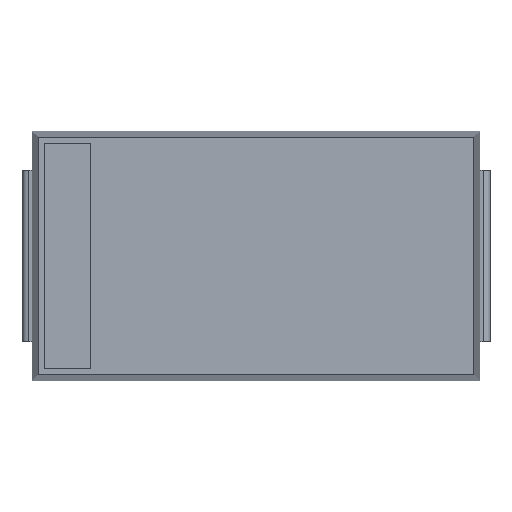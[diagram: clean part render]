
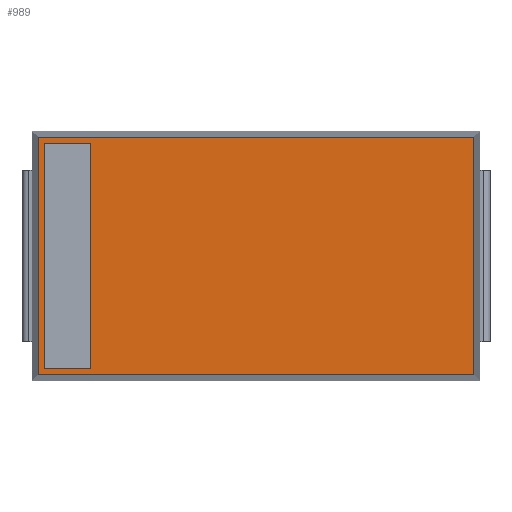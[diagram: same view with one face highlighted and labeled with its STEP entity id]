
A CAD part, top view. The second image highlights one B-rep face of the part: STEP entity #989.
In plain terms, the highlighted planar face has unit normal (0, 0, 1).
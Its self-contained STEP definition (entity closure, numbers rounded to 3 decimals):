
#589 = VERTEX_POINT('',#590);
#590 = CARTESIAN_POINT('',(-2.793,-1.523,2.));
#595 = EDGE_CURVE('',#596,#589,#598,.T.);
#596 = VERTEX_POINT('',#597);
#597 = CARTESIAN_POINT('',(-2.793,1.523,2.));
#598 = LINE('',#599,#600);
#599 = CARTESIAN_POINT('',(-2.793,1.523,2.));
#600 = VECTOR('',#601,1.);
#601 = DIRECTION('',(0.,-1.,0.));
#949 = EDGE_CURVE('',#950,#596,#952,.T.);
#950 = VERTEX_POINT('',#951);
#951 = CARTESIAN_POINT('',(2.793,1.523,2.));
#952 = LINE('',#953,#954);
#953 = CARTESIAN_POINT('',(2.793,1.523,2.));
#954 = VECTOR('',#955,1.);
#955 = DIRECTION('',(-1.,0.,0.));
#972 = VERTEX_POINT('',#973);
#973 = CARTESIAN_POINT('',(2.793,-1.523,2.));
#978 = EDGE_CURVE('',#589,#972,#979,.T.);
#979 = LINE('',#980,#981);
#980 = CARTESIAN_POINT('',(-2.793,-1.523,2.));
#981 = VECTOR('',#982,1.);
#982 = DIRECTION('',(1.,0.,0.));
#989 = ADVANCED_FACE('',(#990,#1001),#1035,.F.);
#990 = FACE_BOUND('',#991,.F.);
#991 = EDGE_LOOP('',(#992,#998,#999,#1000));
#992 = ORIENTED_EDGE('',*,*,#993,.F.);
#993 = EDGE_CURVE('',#972,#950,#994,.T.);
#994 = LINE('',#995,#996);
#995 = CARTESIAN_POINT('',(2.793,-1.523,2.));
#996 = VECTOR('',#997,1.);
#997 = DIRECTION('',(0.,1.,0.));
#998 = ORIENTED_EDGE('',*,*,#978,.F.);
#999 = ORIENTED_EDGE('',*,*,#595,.F.);
#1000 = ORIENTED_EDGE('',*,*,#949,.F.);
#1001 = FACE_BOUND('',#1002,.F.);
#1002 = EDGE_LOOP('',(#1003,#1013,#1021,#1029));
#1003 = ORIENTED_EDGE('',*,*,#1004,.T.);
#1004 = EDGE_CURVE('',#1005,#1007,#1009,.T.);
#1005 = VERTEX_POINT('',#1006);
#1006 = CARTESIAN_POINT('',(-2.715,1.445,2.));
#1007 = VERTEX_POINT('',#1008);
#1008 = CARTESIAN_POINT('',(-2.715,-1.445,2.));
#1009 = LINE('',#1010,#1011);
#1010 = CARTESIAN_POINT('',(-2.715,1.445,2.));
#1011 = VECTOR('',#1012,1.);
#1012 = DIRECTION('',(0.,-1.,0.));
#1013 = ORIENTED_EDGE('',*,*,#1014,.T.);
#1014 = EDGE_CURVE('',#1007,#1015,#1017,.T.);
#1015 = VERTEX_POINT('',#1016);
#1016 = CARTESIAN_POINT('',(-2.115,-1.445,2.));
#1017 = LINE('',#1018,#1019);
#1018 = CARTESIAN_POINT('',(-2.715,-1.445,2.));
#1019 = VECTOR('',#1020,1.);
#1020 = DIRECTION('',(1.,0.,0.));
#1021 = ORIENTED_EDGE('',*,*,#1022,.T.);
#1022 = EDGE_CURVE('',#1015,#1023,#1025,.T.);
#1023 = VERTEX_POINT('',#1024);
#1024 = CARTESIAN_POINT('',(-2.115,1.445,2.));
#1025 = LINE('',#1026,#1027);
#1026 = CARTESIAN_POINT('',(-2.115,-1.445,2.));
#1027 = VECTOR('',#1028,1.);
#1028 = DIRECTION('',(0.,1.,0.));
#1029 = ORIENTED_EDGE('',*,*,#1030,.T.);
#1030 = EDGE_CURVE('',#1023,#1005,#1031,.T.);
#1031 = LINE('',#1032,#1033);
#1032 = CARTESIAN_POINT('',(-2.115,1.445,2.));
#1033 = VECTOR('',#1034,1.);
#1034 = DIRECTION('',(-1.,0.,0.));
#1035 = PLANE('',#1036);
#1036 = AXIS2_PLACEMENT_3D('',#1037,#1038,#1039);
#1037 = CARTESIAN_POINT('',(2.793,-1.523,2.));
#1038 = DIRECTION('',(0.,0.,-1.));
#1039 = DIRECTION('',(-0.878,0.479,0.));
